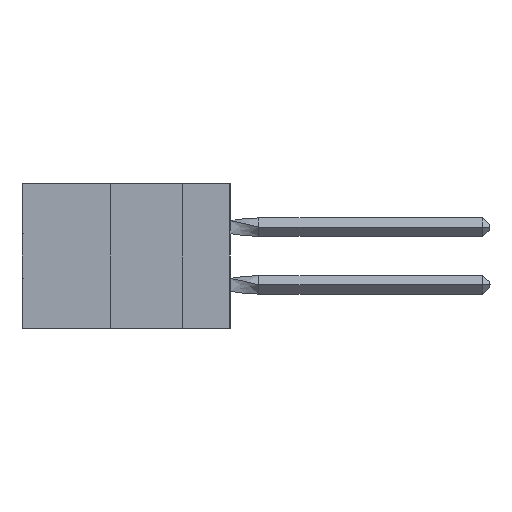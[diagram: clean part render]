
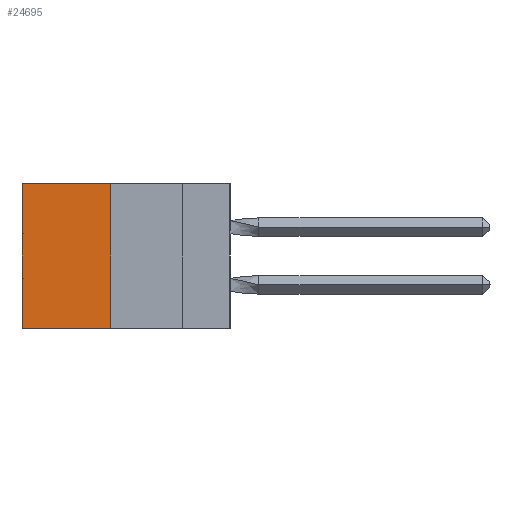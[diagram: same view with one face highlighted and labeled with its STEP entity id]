
A CAD part, left-side view. The second image highlights one B-rep face of the part: STEP entity #24695.
In plain terms, the highlighted planar face has unit normal (-1, 0, 0).
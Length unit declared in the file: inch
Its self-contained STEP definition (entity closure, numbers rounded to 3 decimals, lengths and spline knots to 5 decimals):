
#629 = CARTESIAN_POINT ( 'NONE',  ( 0.305, 0.413, 0. ) ) ;
#1718 = ORIENTED_EDGE ( 'NONE', *, *, #22721, .F. ) ;
#3042 = AXIS2_PLACEMENT_3D ( 'NONE', #7486, #3155, #32947 ) ;
#3155 = DIRECTION ( 'NONE',  ( 1., 0., 0. ) ) ;
#6398 = CARTESIAN_POINT ( 'NONE',  ( 0.305, 0.72, -0.5 ) ) ;
#7486 = CARTESIAN_POINT ( 'NONE',  ( 0.305, 0.413, -0.5 ) ) ;
#10672 = CARTESIAN_POINT ( 'NONE',  ( 0.305, 0.413, 0. ) ) ;
#12013 = LINE ( 'NONE', #629, #29218 ) ;
#12102 = CARTESIAN_POINT ( 'NONE',  ( 0.305, 0.413, -0.5 ) ) ;
#12263 = DIRECTION ( 'NONE',  ( 0., 1., 0. ) ) ;
#13093 = CARTESIAN_POINT ( 'NONE',  ( 0.305, 0.72, 0. ) ) ;
#13953 = LINE ( 'NONE', #12102, #39260 ) ;
#14280 = VERTEX_POINT ( 'NONE', #32093 ) ;
#15760 = ORIENTED_EDGE ( 'NONE', *, *, #37068, .T. ) ;
#16003 = DIRECTION ( 'NONE',  ( 0., 0., -1. ) ) ;
#17056 = VECTOR ( 'NONE', #32955, 39.37008 ) ;
#18046 = CARTESIAN_POINT ( 'NONE',  ( 0.305, 0.72, -0.5 ) ) ;
#18972 = FACE_OUTER_BOUND ( 'NONE', #45909, .T. ) ;
#19244 = CARTESIAN_POINT ( 'NONE',  ( 0.305, 0.413, -0.5 ) ) ;
#20121 = LINE ( 'NONE', #19244, #34500 ) ;
#20302 = VERTEX_POINT ( 'NONE', #10672 ) ;
#20516 = LINE ( 'NONE', #18046, #17056 ) ;
#22721 = EDGE_CURVE ( 'NONE', #14280, #23711, #13953, .T. ) ;
#23239 = ORIENTED_EDGE ( 'NONE', *, *, #36509, .F. ) ;
#23711 = VERTEX_POINT ( 'NONE', #6398 ) ;
#24695 = ADVANCED_FACE ( 'NONE', ( #18972 ), #29226, .F. ) ;
#24785 = ORIENTED_EDGE ( 'NONE', *, *, #30933, .T. ) ;
#25824 = VERTEX_POINT ( 'NONE', #13093 ) ;
#29218 = VECTOR ( 'NONE', #44729, 39.37008 ) ;
#29226 = PLANE ( 'NONE',  #3042 ) ;
#30933 = EDGE_CURVE ( 'NONE', #25824, #23711, #20516, .T. ) ;
#32093 = CARTESIAN_POINT ( 'NONE',  ( 0.305, 0.413, -0.5 ) ) ;
#32947 = DIRECTION ( 'NONE',  ( 0., 0., -1. ) ) ;
#32955 = DIRECTION ( 'NONE',  ( 0., 0., -1. ) ) ;
#34500 = VECTOR ( 'NONE', #16003, 39.37008 ) ;
#36509 = EDGE_CURVE ( 'NONE', #20302, #14280, #20121, .T. ) ;
#37068 = EDGE_CURVE ( 'NONE', #20302, #25824, #12013, .T. ) ;
#39260 = VECTOR ( 'NONE', #12263, 39.37008 ) ;
#44729 = DIRECTION ( 'NONE',  ( 0., 1., 0. ) ) ;
#45909 = EDGE_LOOP ( 'NONE', ( #24785, #1718, #23239, #15760 ) ) ;
